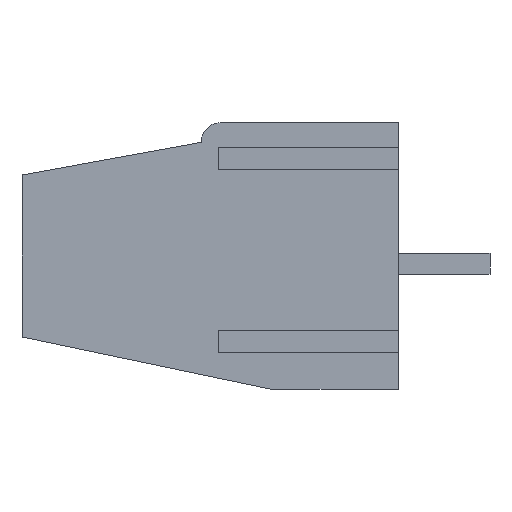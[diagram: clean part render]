
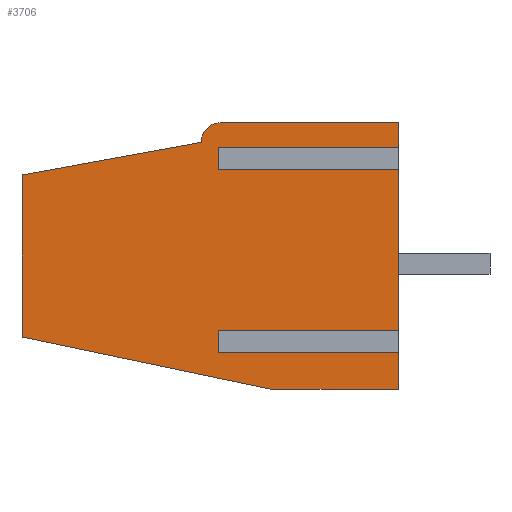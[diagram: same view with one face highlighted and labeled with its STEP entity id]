
A CAD part, left-side view. The second image highlights one B-rep face of the part: STEP entity #3706.
In plain terms, the highlighted free-form (B-spline) face has degree [1, 1] with [2, 2] control points.
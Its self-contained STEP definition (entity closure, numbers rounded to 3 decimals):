
#1948 = VERTEX_POINT('',#1949);
#1949 = CARTESIAN_POINT('',(-4.656,4.517,-4.75
    ));
#1954 = EDGE_CURVE('',#1948,#1955,#1957,.T.);
#1955 = VERTEX_POINT('',#1956);
#1956 = CARTESIAN_POINT('',(-4.656,13.411,
    -2.887));
#1957 = B_SPLINE_CURVE_WITH_KNOTS('',1,(#1958,#1959),.UNSPECIFIED.,.F.,
  .F.,(2,2),(-9.757,0.),.PIECEWISE_BEZIER_KNOTS.);
#1958 = CARTESIAN_POINT('',(-4.656,4.517,-4.75
    ));
#1959 = CARTESIAN_POINT('',(-4.656,13.411,
    -2.887));
#2122 = VERTEX_POINT('',#2123);
#2123 = CARTESIAN_POINT('',(-4.656,0.,4.75));
#2128 = EDGE_CURVE('',#2122,#2129,#2131,.T.);
#2129 = VERTEX_POINT('',#2130);
#2130 = CARTESIAN_POINT('',(-4.656,0.,
    3.818));
#2131 = B_SPLINE_CURVE_WITH_KNOTS('',1,(#2132,#2133),.UNSPECIFIED.,.F.,
  .F.,(2,2),(0.,1.),.PIECEWISE_BEZIER_KNOTS.);
#2132 = CARTESIAN_POINT('',(-4.656,0.,4.75));
#2133 = CARTESIAN_POINT('',(-4.656,0.,
    3.818));
#2150 = VERTEX_POINT('',#2151);
#2151 = CARTESIAN_POINT('',(-4.656,0.,
    3.12));
#2156 = EDGE_CURVE('',#2150,#2157,#2159,.T.);
#2157 = VERTEX_POINT('',#2158);
#2158 = CARTESIAN_POINT('',(-4.656,0.,
    -2.71));
#2159 = B_SPLINE_CURVE_WITH_KNOTS('',1,(#2160,#2161),.UNSPECIFIED.,.F.,
  .F.,(2,2),(1.75,8.01),.PIECEWISE_BEZIER_KNOTS.);
#2160 = CARTESIAN_POINT('',(-4.656,0.,
    3.12));
#2161 = CARTESIAN_POINT('',(-4.656,0.,
    -2.71));
#2178 = VERTEX_POINT('',#2179);
#2179 = CARTESIAN_POINT('',(-4.656,0.,
    -3.409));
#2184 = EDGE_CURVE('',#2178,#2185,#2187,.T.);
#2185 = VERTEX_POINT('',#2186);
#2186 = CARTESIAN_POINT('',(-4.656,0.,
    -4.75));
#2187 = B_SPLINE_CURVE_WITH_KNOTS('',1,(#2188,#2189),.UNSPECIFIED.,.F.,
  .F.,(2,2),(8.76,10.2),.PIECEWISE_BEZIER_KNOTS.);
#2188 = CARTESIAN_POINT('',(-4.656,0.,
    -3.409));
#2189 = CARTESIAN_POINT('',(-4.656,0.,
    -4.75));
#2655 = VERTEX_POINT('',#2656);
#2656 = CARTESIAN_POINT('',(-4.656,6.333,4.75
    ));
#2661 = EDGE_CURVE('',#2655,#2122,#2662,.T.);
#2662 = B_SPLINE_CURVE_WITH_KNOTS('',1,(#2663,#2664),.UNSPECIFIED.,.F.,
  .F.,(2,2),(-6.8,0.),.PIECEWISE_BEZIER_KNOTS.);
#2663 = CARTESIAN_POINT('',(-4.656,6.333,4.75
    ));
#2664 = CARTESIAN_POINT('',(-4.656,0.,4.75));
#2743 = VERTEX_POINT('',#2744);
#2744 = CARTESIAN_POINT('',(-4.656,7.031,
    4.051));
#2749 = EDGE_CURVE('',#2743,#2655,#2750,.T.);
#2750 = ( BOUNDED_CURVE() B_SPLINE_CURVE(2,(#2751,#2752,#2753),
.UNSPECIFIED.,.F.,.F.) B_SPLINE_CURVE_WITH_KNOTS((3,3),(4.712,
6.283),.PIECEWISE_BEZIER_KNOTS.) CURVE() 
GEOMETRIC_REPRESENTATION_ITEM() RATIONAL_B_SPLINE_CURVE((1.,
0.707,1.)) REPRESENTATION_ITEM('') );
#2751 = CARTESIAN_POINT('',(-4.656,7.031,
    4.051));
#2752 = CARTESIAN_POINT('',(-4.656,7.031,4.75
    ));
#2753 = CARTESIAN_POINT('',(-4.656,6.333,4.75
    ));
#2775 = VERTEX_POINT('',#2776);
#2776 = CARTESIAN_POINT('',(-4.656,13.411,
    2.887));
#2781 = EDGE_CURVE('',#2775,#2743,#2782,.T.);
#2782 = B_SPLINE_CURVE_WITH_KNOTS('',1,(#2783,#2784),.UNSPECIFIED.,.F.,
  .F.,(2,2),(-6.963,0.),.PIECEWISE_BEZIER_KNOTS.);
#2783 = CARTESIAN_POINT('',(-4.656,13.411,
    2.887));
#2784 = CARTESIAN_POINT('',(-4.656,7.031,
    4.051));
#2801 = EDGE_CURVE('',#1955,#2775,#2802,.T.);
#2802 = B_SPLINE_CURVE_WITH_KNOTS('',1,(#2803,#2804),.UNSPECIFIED.,.F.,
  .F.,(2,2),(-6.2,0.),.PIECEWISE_BEZIER_KNOTS.);
#2803 = CARTESIAN_POINT('',(-4.656,13.411,
    -2.887));
#2804 = CARTESIAN_POINT('',(-4.656,13.411,
    2.887));
#2827 = EDGE_CURVE('',#2185,#1948,#2828,.T.);
#2828 = B_SPLINE_CURVE_WITH_KNOTS('',1,(#2829,#2830),.UNSPECIFIED.,.F.,
  .F.,(2,2),(-4.85,0.),.PIECEWISE_BEZIER_KNOTS.);
#2829 = CARTESIAN_POINT('',(-4.656,0.,
    -4.75));
#2830 = CARTESIAN_POINT('',(-4.656,4.517,-4.75
    ));
#3706 = ADVANCED_FACE('',(#3707),#3756,.T.);
#3707 = FACE_BOUND('',#3708,.T.);
#3708 = EDGE_LOOP('',(#3709,#3716,#3723,#3728,#3729,#3736,#3743,#3748,
    #3749,#3750,#3751,#3752,#3753,#3754,#3755));
#3709 = ORIENTED_EDGE('',*,*,#3710,.F.);
#3710 = EDGE_CURVE('',#3711,#2178,#3713,.T.);
#3711 = VERTEX_POINT('',#3712);
#3712 = CARTESIAN_POINT('',(-4.656,6.426,
    -3.409));
#3713 = B_SPLINE_CURVE_WITH_KNOTS('',1,(#3714,#3715),.UNSPECIFIED.,.F.,
  .F.,(2,2),(0.,6.9),.PIECEWISE_BEZIER_KNOTS.);
#3714 = CARTESIAN_POINT('',(-4.656,6.426,
    -3.409));
#3715 = CARTESIAN_POINT('',(-4.656,0.,
    -3.409));
#3716 = ORIENTED_EDGE('',*,*,#3717,.T.);
#3717 = EDGE_CURVE('',#3711,#3718,#3720,.T.);
#3718 = VERTEX_POINT('',#3719);
#3719 = CARTESIAN_POINT('',(-4.656,6.426,
    -2.71));
#3720 = B_SPLINE_CURVE_WITH_KNOTS('',1,(#3721,#3722),.UNSPECIFIED.,.F.,
  .F.,(2,2),(0.,0.75),.PIECEWISE_BEZIER_KNOTS.);
#3721 = CARTESIAN_POINT('',(-4.656,6.426,
    -3.409));
#3722 = CARTESIAN_POINT('',(-4.656,6.426,
    -2.71));
#3723 = ORIENTED_EDGE('',*,*,#3724,.T.);
#3724 = EDGE_CURVE('',#3718,#2157,#3725,.T.);
#3725 = B_SPLINE_CURVE_WITH_KNOTS('',1,(#3726,#3727),.UNSPECIFIED.,.F.,
  .F.,(2,2),(0.,6.9),.PIECEWISE_BEZIER_KNOTS.);
#3726 = CARTESIAN_POINT('',(-4.656,6.426,
    -2.71));
#3727 = CARTESIAN_POINT('',(-4.656,0.,
    -2.71));
#3728 = ORIENTED_EDGE('',*,*,#2156,.F.);
#3729 = ORIENTED_EDGE('',*,*,#3730,.F.);
#3730 = EDGE_CURVE('',#3731,#2150,#3733,.T.);
#3731 = VERTEX_POINT('',#3732);
#3732 = CARTESIAN_POINT('',(-4.656,6.426,
    3.12));
#3733 = B_SPLINE_CURVE_WITH_KNOTS('',1,(#3734,#3735),.UNSPECIFIED.,.F.,
  .F.,(2,2),(0.,6.9),.PIECEWISE_BEZIER_KNOTS.);
#3734 = CARTESIAN_POINT('',(-4.656,6.426,
    3.12));
#3735 = CARTESIAN_POINT('',(-4.656,0.,
    3.12));
#3736 = ORIENTED_EDGE('',*,*,#3737,.T.);
#3737 = EDGE_CURVE('',#3731,#3738,#3740,.T.);
#3738 = VERTEX_POINT('',#3739);
#3739 = CARTESIAN_POINT('',(-4.656,6.426,
    3.818));
#3740 = B_SPLINE_CURVE_WITH_KNOTS('',1,(#3741,#3742),.UNSPECIFIED.,.F.,
  .F.,(2,2),(0.,0.75),.PIECEWISE_BEZIER_KNOTS.);
#3741 = CARTESIAN_POINT('',(-4.656,6.426,
    3.12));
#3742 = CARTESIAN_POINT('',(-4.656,6.426,
    3.818));
#3743 = ORIENTED_EDGE('',*,*,#3744,.T.);
#3744 = EDGE_CURVE('',#3738,#2129,#3745,.T.);
#3745 = B_SPLINE_CURVE_WITH_KNOTS('',1,(#3746,#3747),.UNSPECIFIED.,.F.,
  .F.,(2,2),(0.,6.9),.PIECEWISE_BEZIER_KNOTS.);
#3746 = CARTESIAN_POINT('',(-4.656,6.426,
    3.818));
#3747 = CARTESIAN_POINT('',(-4.656,0.,3.818));
#3748 = ORIENTED_EDGE('',*,*,#2128,.F.);
#3749 = ORIENTED_EDGE('',*,*,#2661,.F.);
#3750 = ORIENTED_EDGE('',*,*,#2749,.F.);
#3751 = ORIENTED_EDGE('',*,*,#2781,.F.);
#3752 = ORIENTED_EDGE('',*,*,#2801,.F.);
#3753 = ORIENTED_EDGE('',*,*,#1954,.F.);
#3754 = ORIENTED_EDGE('',*,*,#2827,.F.);
#3755 = ORIENTED_EDGE('',*,*,#2184,.F.);
#3756 = B_SPLINE_SURFACE_WITH_KNOTS('',1,1,(
    (#3757,#3758)
    ,(#3759,#3760
    )),.UNSPECIFIED.,.F.,.F.,.F.,(2,2),(2,2),(-9.45,0.75),(-6.8,7.6),
  .PIECEWISE_BEZIER_KNOTS.);
#3757 = CARTESIAN_POINT('',(-4.656,0.,
    -4.75));
#3758 = CARTESIAN_POINT('',(-4.656,13.411,
    -4.75));
#3759 = CARTESIAN_POINT('',(-4.656,0.,
    4.75));
#3760 = CARTESIAN_POINT('',(-4.656,13.411,
    4.75));
